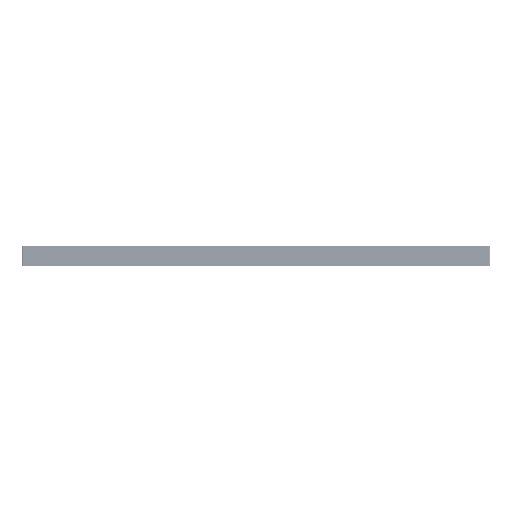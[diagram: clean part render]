
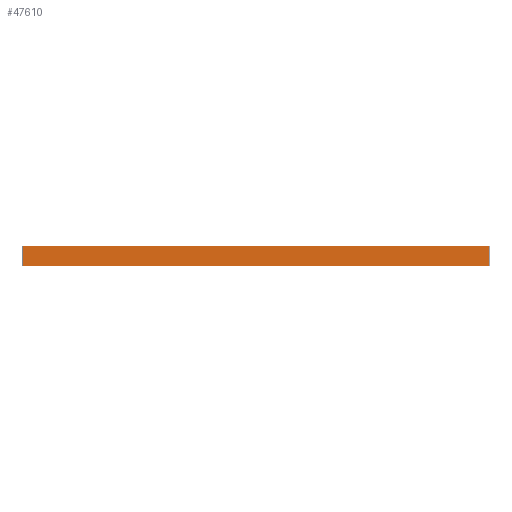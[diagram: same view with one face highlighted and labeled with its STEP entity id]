
A CAD part, left-side view. The second image highlights one B-rep face of the part: STEP entity #47610.
In plain terms, the highlighted face is planar.
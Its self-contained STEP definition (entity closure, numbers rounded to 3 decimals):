
#7256=FACE_OUTER_BOUND('',#13199,.T.);
#13199=EDGE_LOOP('',(#40688,#40689,#40690,#40691));
#14176=LINE('',#71179,#16175);
#14178=LINE('',#73129,#16177);
#14186=LINE('',#73150,#16185);
#14202=LINE('',#75217,#16201);
#16175=VECTOR('',#55473,0.394);
#16177=VECTOR('',#57423,0.394);
#16185=VECTOR('',#57445,0.394);
#16201=VECTOR('',#59431,0.394);
#22073=VERTEX_POINT('',#71148);
#22088=VERTEX_POINT('',#71177);
#23061=VERTEX_POINT('',#73125);
#23068=VERTEX_POINT('',#73149);
#26178=EDGE_CURVE('',#22088,#22073,#14176,.T.);
#27153=EDGE_CURVE('',#23061,#22073,#14178,.T.);
#27163=EDGE_CURVE('',#23061,#23068,#14186,.T.);
#28162=EDGE_CURVE('',#23068,#22088,#14202,.T.);
#40688=ORIENTED_EDGE('',*,*,#27153,.T.);
#40689=ORIENTED_EDGE('',*,*,#26178,.F.);
#40690=ORIENTED_EDGE('',*,*,#28162,.F.);
#40691=ORIENTED_EDGE('',*,*,#27163,.F.);
#45554=PLANE('',#54473);
#47610=ADVANCED_FACE('',(#7256),#45554,.T.);
#54473=AXIS2_PLACEMENT_3D('',#84954,#68236,#68237);
#55473=DIRECTION('',(0.,0.,1.));
#57423=DIRECTION('',(0.,-1.,0.));
#57445=DIRECTION('',(0.,0.,-1.));
#59431=DIRECTION('',(0.,-1.,0.));
#68236=DIRECTION('center_axis',(1.,0.,0.));
#68237=DIRECTION('ref_axis',(0.,0.,-1.));
#71148=CARTESIAN_POINT('',(20.,-0.05,9.976));
#71177=CARTESIAN_POINT('',(20.,-0.05,-9.976));
#71179=CARTESIAN_POINT('',(20.,-0.05,10.));
#73125=CARTESIAN_POINT('',(20.,0.8,9.976));
#73129=CARTESIAN_POINT('',(20.,0.,9.976));
#73149=CARTESIAN_POINT('',(20.,0.8,-9.976));
#73150=CARTESIAN_POINT('',(20.,0.8,10.));
#75217=CARTESIAN_POINT('',(20.,0.,-9.976));
#84954=CARTESIAN_POINT('Origin',(20.,0.,10.));
